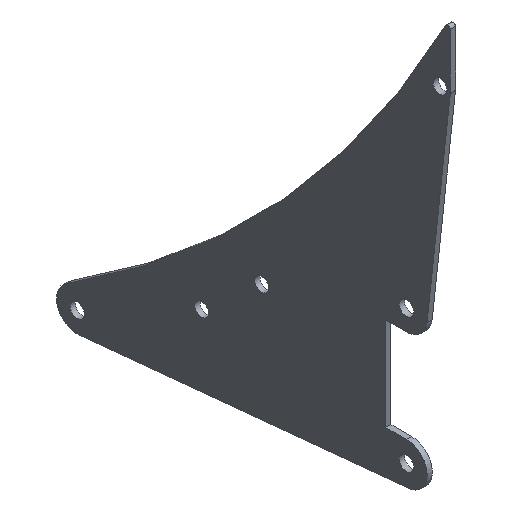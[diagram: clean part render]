
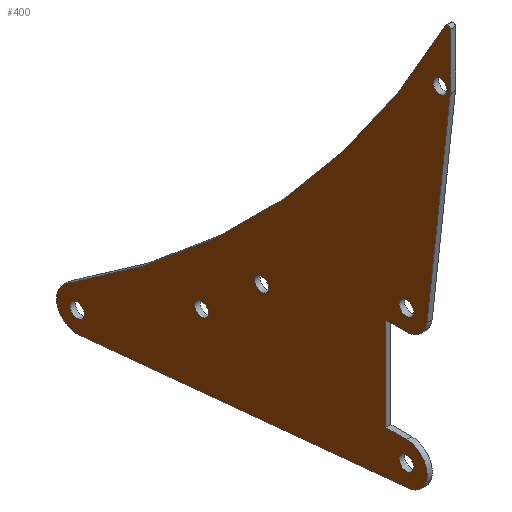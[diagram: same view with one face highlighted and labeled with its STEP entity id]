
A CAD part, isometric view. The second image highlights one B-rep face of the part: STEP entity #400.
In plain terms, the highlighted planar face has unit normal (-1, 0, 0).
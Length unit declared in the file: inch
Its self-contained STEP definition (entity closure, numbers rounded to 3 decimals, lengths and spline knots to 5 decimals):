
#21=FACE_BOUND('',#81,.T.);
#22=FACE_BOUND('',#82,.T.);
#23=FACE_BOUND('',#83,.T.);
#24=FACE_BOUND('',#84,.T.);
#25=FACE_BOUND('',#85,.T.);
#26=FACE_BOUND('',#86,.T.);
#34=PLANE('',#466);
#54=FACE_OUTER_BOUND('',#80,.T.);
#80=EDGE_LOOP('',(#351,#352,#353,#354,#355,#356,#357,#358,#359,#360,#361,
#362));
#81=EDGE_LOOP('',(#363));
#82=EDGE_LOOP('',(#364));
#83=EDGE_LOOP('',(#365));
#84=EDGE_LOOP('',(#366));
#85=EDGE_LOOP('',(#367));
#86=EDGE_LOOP('',(#368));
#96=LINE('',#641,#126);
#100=LINE('',#653,#130);
#103=LINE('',#659,#133);
#106=LINE('',#665,#136);
#110=LINE('',#677,#140);
#114=LINE('',#689,#144);
#126=VECTOR('',#528,0.3937);
#130=VECTOR('',#540,0.3937);
#133=VECTOR('',#545,0.3937);
#136=VECTOR('',#550,0.3937);
#140=VECTOR('',#562,0.3937);
#144=VECTOR('',#574,0.3937);
#148=CIRCLE('',#425,0.086);
#150=CIRCLE('',#428,0.082);
#152=CIRCLE('',#431,0.082);
#154=CIRCLE('',#434,0.08602);
#156=CIRCLE('',#437,0.0825);
#158=CIRCLE('',#440,0.086);
#159=CIRCLE('',#442,13.04661);
#161=CIRCLE('',#445,0.25);
#163=CIRCLE('',#449,0.25);
#165=CIRCLE('',#455,0.25);
#167=CIRCLE('',#459,0.125);
#169=CIRCLE('',#463,0.03125);
#172=VERTEX_POINT('',#591);
#174=VERTEX_POINT('',#597);
#176=VERTEX_POINT('',#603);
#178=VERTEX_POINT('',#609);
#180=VERTEX_POINT('',#615);
#182=VERTEX_POINT('',#621);
#183=VERTEX_POINT('',#625);
#184=VERTEX_POINT('',#626);
#187=VERTEX_POINT('',#634);
#189=VERTEX_POINT('',#640);
#191=VERTEX_POINT('',#646);
#193=VERTEX_POINT('',#652);
#195=VERTEX_POINT('',#658);
#197=VERTEX_POINT('',#664);
#199=VERTEX_POINT('',#670);
#201=VERTEX_POINT('',#676);
#203=VERTEX_POINT('',#682);
#205=VERTEX_POINT('',#688);
#209=EDGE_CURVE('',#172,#172,#148,.T.);
#212=EDGE_CURVE('',#174,#174,#150,.T.);
#215=EDGE_CURVE('',#176,#176,#152,.T.);
#218=EDGE_CURVE('',#178,#178,#154,.T.);
#221=EDGE_CURVE('',#180,#180,#156,.T.);
#224=EDGE_CURVE('',#182,#182,#158,.T.);
#225=EDGE_CURVE('',#183,#184,#159,.T.);
#229=EDGE_CURVE('',#187,#183,#161,.T.);
#232=EDGE_CURVE('',#189,#187,#96,.T.);
#235=EDGE_CURVE('',#191,#189,#163,.T.);
#238=EDGE_CURVE('',#193,#191,#100,.T.);
#241=EDGE_CURVE('',#195,#193,#103,.T.);
#244=EDGE_CURVE('',#197,#195,#106,.T.);
#247=EDGE_CURVE('',#199,#197,#165,.T.);
#250=EDGE_CURVE('',#201,#199,#110,.T.);
#253=EDGE_CURVE('',#203,#201,#167,.T.);
#256=EDGE_CURVE('',#205,#203,#114,.T.);
#259=EDGE_CURVE('',#184,#205,#169,.T.);
#351=ORIENTED_EDGE('',*,*,#259,.F.);
#352=ORIENTED_EDGE('',*,*,#225,.F.);
#353=ORIENTED_EDGE('',*,*,#229,.F.);
#354=ORIENTED_EDGE('',*,*,#232,.F.);
#355=ORIENTED_EDGE('',*,*,#235,.F.);
#356=ORIENTED_EDGE('',*,*,#238,.F.);
#357=ORIENTED_EDGE('',*,*,#241,.F.);
#358=ORIENTED_EDGE('',*,*,#244,.F.);
#359=ORIENTED_EDGE('',*,*,#247,.F.);
#360=ORIENTED_EDGE('',*,*,#250,.F.);
#361=ORIENTED_EDGE('',*,*,#253,.F.);
#362=ORIENTED_EDGE('',*,*,#256,.F.);
#363=ORIENTED_EDGE('',*,*,#224,.F.);
#364=ORIENTED_EDGE('',*,*,#221,.F.);
#365=ORIENTED_EDGE('',*,*,#218,.F.);
#366=ORIENTED_EDGE('',*,*,#215,.F.);
#367=ORIENTED_EDGE('',*,*,#212,.F.);
#368=ORIENTED_EDGE('',*,*,#209,.F.);
#400=ADVANCED_FACE('',(#54,#21,#22,#23,#24,#25,#26),#34,.F.);
#425=AXIS2_PLACEMENT_3D('',#593,#474,#475);
#428=AXIS2_PLACEMENT_3D('',#599,#481,#482);
#431=AXIS2_PLACEMENT_3D('',#605,#488,#489);
#434=AXIS2_PLACEMENT_3D('',#611,#495,#496);
#437=AXIS2_PLACEMENT_3D('',#617,#502,#503);
#440=AXIS2_PLACEMENT_3D('',#623,#509,#510);
#442=AXIS2_PLACEMENT_3D('',#627,#513,#514);
#445=AXIS2_PLACEMENT_3D('',#635,#521,#522);
#449=AXIS2_PLACEMENT_3D('',#647,#533,#534);
#455=AXIS2_PLACEMENT_3D('',#671,#555,#556);
#459=AXIS2_PLACEMENT_3D('',#683,#567,#568);
#463=AXIS2_PLACEMENT_3D('',#694,#579,#580);
#466=AXIS2_PLACEMENT_3D('',#697,#585,#586);
#474=DIRECTION('center_axis',(-1.,0.,0.));
#475=DIRECTION('ref_axis',(0.,-1.,0.));
#481=DIRECTION('center_axis',(-1.,0.,0.));
#482=DIRECTION('ref_axis',(0.,-1.,0.));
#488=DIRECTION('center_axis',(-1.,0.,0.));
#489=DIRECTION('ref_axis',(0.,-1.,0.));
#495=DIRECTION('center_axis',(-1.,0.,0.));
#496=DIRECTION('ref_axis',(0.,-1.,0.));
#502=DIRECTION('center_axis',(-1.,0.,0.));
#503=DIRECTION('ref_axis',(0.,-1.,0.));
#509=DIRECTION('center_axis',(-1.,0.,0.));
#510=DIRECTION('ref_axis',(0.,-1.,0.));
#513=DIRECTION('center_axis',(-1.,0.,0.));
#514=DIRECTION('ref_axis',(0.,0.887,0.462));
#521=DIRECTION('center_axis',(1.,0.,0.));
#522=DIRECTION('ref_axis',(0.,-0.097,-0.995));
#528=DIRECTION('',(0.,0.995,-0.097));
#533=DIRECTION('center_axis',(1.,0.,0.));
#534=DIRECTION('ref_axis',(0.,0.,1.));
#540=DIRECTION('',(0.,-1.,0.));
#545=DIRECTION('',(0.,0.,-1.));
#550=DIRECTION('',(0.,1.,0.));
#555=DIRECTION('center_axis',(1.,0.,0.));
#556=DIRECTION('ref_axis',(0.,-0.994,-0.11));
#562=DIRECTION('',(0.,0.11,-0.994));
#567=DIRECTION('center_axis',(1.,0.,0.));
#568=DIRECTION('ref_axis',(0.,-0.997,0.075));
#574=DIRECTION('',(0.,0.,-1.));
#579=DIRECTION('center_axis',(1.,0.,0.));
#580=DIRECTION('ref_axis',(0.,0.887,0.462));
#585=DIRECTION('center_axis',(1.,0.,0.));
#586=DIRECTION('ref_axis',(0.,0.,-1.));
#591=CARTESIAN_POINT('',(0.,0.086,0.));
#593=CARTESIAN_POINT('Origin',(0.,0.,0.));
#597=CARTESIAN_POINT('',(0.,-0.32364,2.52373));
#599=CARTESIAN_POINT('Origin',(0.,-0.40564,2.52373));
#603=CARTESIAN_POINT('',(0.,2.55783,-1.25));
#605=CARTESIAN_POINT('Origin',(0.,2.47583,-1.25));
#609=CARTESIAN_POINT('',(0.,0.08602,-1.625));
#611=CARTESIAN_POINT('Origin',(0.,0.,-1.625));
#615=CARTESIAN_POINT('',(0.,1.8325,-0.625));
#617=CARTESIAN_POINT('Origin',(0.,1.75,-0.625));
#621=CARTESIAN_POINT('',(0.,4.06681,-2.01242));
#623=CARTESIAN_POINT('Origin',(0.,3.98081,-2.01242));
#625=CARTESIAN_POINT('',(0.,4.11468,-1.80128));
#626=CARTESIAN_POINT('',(0.,-0.47163,3.19301));
#627=CARTESIAN_POINT('Origin',(0.,11.10088,9.21721));
#634=CARTESIAN_POINT('',(0.,3.9566,-2.26124));
#635=CARTESIAN_POINT('Origin',(0.,3.98081,-2.01242));
#640=CARTESIAN_POINT('',(0.,-0.02422,-1.87382));
#641=CARTESIAN_POINT('',(0.,-0.02422,-1.87382));
#646=CARTESIAN_POINT('',(0.,0.,-1.375));
#647=CARTESIAN_POINT('Origin',(0.,0.,-1.625));
#652=CARTESIAN_POINT('',(0.,0.25,-1.375));
#653=CARTESIAN_POINT('',(0.,0.25,-1.375));
#658=CARTESIAN_POINT('',(0.,0.25,-0.25));
#659=CARTESIAN_POINT('',(0.,0.25,-0.25));
#664=CARTESIAN_POINT('',(0.,0.,-0.25));
#665=CARTESIAN_POINT('',(0.,0.,-0.25));
#670=CARTESIAN_POINT('',(0.,-0.24848,-0.02755));
#671=CARTESIAN_POINT('Origin',(0.,0.,0.));
#676=CARTESIAN_POINT('',(0.,-0.52987,2.50996));
#677=CARTESIAN_POINT('',(0.,-0.52987,2.50996));
#682=CARTESIAN_POINT('',(0.,-0.53029,2.51442));
#683=CARTESIAN_POINT('Origin',(0.,-0.40564,2.52373));
#688=CARTESIAN_POINT('',(0.,-0.53029,3.18298));
#689=CARTESIAN_POINT('',(0.,-0.53029,3.18298));
#694=CARTESIAN_POINT('Origin',(0.,-0.49935,3.17858));
#697=CARTESIAN_POINT('Origin',(0.,1.85026,0.47371));
